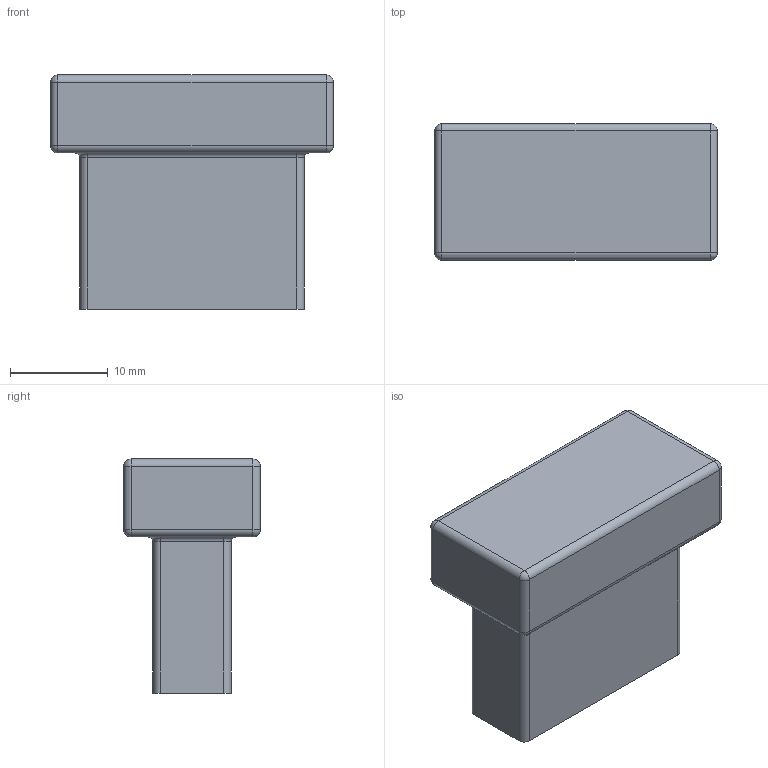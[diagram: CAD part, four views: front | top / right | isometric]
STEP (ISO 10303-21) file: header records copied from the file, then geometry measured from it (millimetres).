
FILE_DESCRIPTION(('Creo Elements/Direct Modeling STEP Export'),'2;1');
FILE_NAME('1595-29.stp','2019-03-12T10:15:10',(''),(''),'Creo Elements/Direct Modeling STEP processor for AP214 (Solid Model)','Creo Elements/Direct Modeling 20.0 12-Nov-2016 (C) Parametric Technology GmbH','');
FILE_SCHEMA(('AUTOMOTIVE_DESIGN { 1 0 10303 214 1 1 1 1 }'));
Length unit declared in the file: millimetre
Products named in the file (1): 1595-29
Bounding box: 29 x 14 x 24 mm (x, y, z)
Volume: 5954.3 mm3; surface area: 2642.8 mm2
Topology: 1 solids, 1 shells, 57 faces, 128 edges, 66 vertices
Faces by surface type: cylinder 28, plane 13, sphere 8, cone 4, torus 4
Entity records: 1492 total; most frequent: DIRECTION 276, CARTESIAN_POINT 232, ORIENTED_EDGE 232, EDGE_CURVE 116, AXIS2_PLACEMENT_3D 110, VERTEX_POINT 66, EDGE_LOOP 62, FACE_OUTER_BOUND 57
